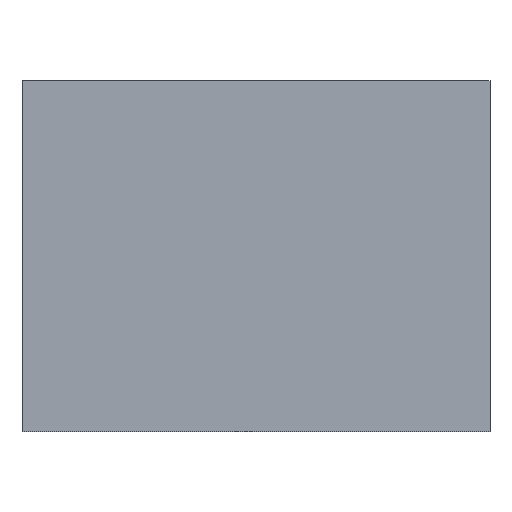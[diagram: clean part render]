
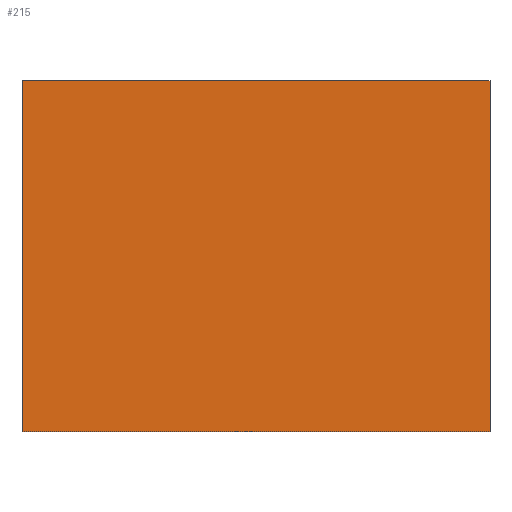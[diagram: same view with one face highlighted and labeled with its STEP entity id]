
A CAD part, front view. The second image highlights one B-rep face of the part: STEP entity #215.
In plain terms, the highlighted planar face has unit normal (0, -1, 0).
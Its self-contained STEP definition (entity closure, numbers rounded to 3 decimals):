
#21=FACE_OUTER_BOUND('',#33,.T.);
#33=EDGE_LOOP('',(#173,#174,#175,#176));
#45=LINE('',#305,#73);
#57=LINE('',#329,#85);
#59=LINE('',#332,#87);
#61=LINE('',#335,#89);
#73=VECTOR('',#247,400.);
#85=VECTOR('',#265,400.);
#87=VECTOR('',#269,300.);
#89=VECTOR('',#273,300.);
#100=VERTEX_POINT('',#302);
#101=VERTEX_POINT('',#304);
#109=VERTEX_POINT('',#326);
#110=VERTEX_POINT('',#328);
#119=EDGE_CURVE('',#101,#100,#45,.T.);
#131=EDGE_CURVE('',#110,#109,#57,.T.);
#133=EDGE_CURVE('',#109,#101,#59,.T.);
#135=EDGE_CURVE('',#100,#110,#61,.T.);
#173=ORIENTED_EDGE('',*,*,#133,.T.);
#174=ORIENTED_EDGE('',*,*,#119,.T.);
#175=ORIENTED_EDGE('',*,*,#135,.T.);
#176=ORIENTED_EDGE('',*,*,#131,.T.);
#203=PLANE('',#229);
#215=ADVANCED_FACE('',(#21),#203,.F.);
#229=AXIS2_PLACEMENT_3D('',#334,#271,#272);
#247=DIRECTION('',(-1.,0.,0.));
#265=DIRECTION('',(1.,0.,0.));
#269=DIRECTION('',(0.,0.,1.));
#271=DIRECTION('center_axis',(0.,1.,0.));
#272=DIRECTION('ref_axis',(0.,0.,1.));
#273=DIRECTION('',(0.,0.,-1.));
#302=CARTESIAN_POINT('',(-410.,0.,0.));
#304=CARTESIAN_POINT('',(-10.,0.,0.));
#305=CARTESIAN_POINT('',(0.,0.,0.));
#326=CARTESIAN_POINT('',(-10.,0.,-300.));
#328=CARTESIAN_POINT('',(-410.,0.,-300.));
#329=CARTESIAN_POINT('',(-410.,0.,-300.));
#332=CARTESIAN_POINT('',(-10.,0.,-225.));
#334=CARTESIAN_POINT('Origin',(-205.,0.,-150.));
#335=CARTESIAN_POINT('',(-410.,0.,0.));
